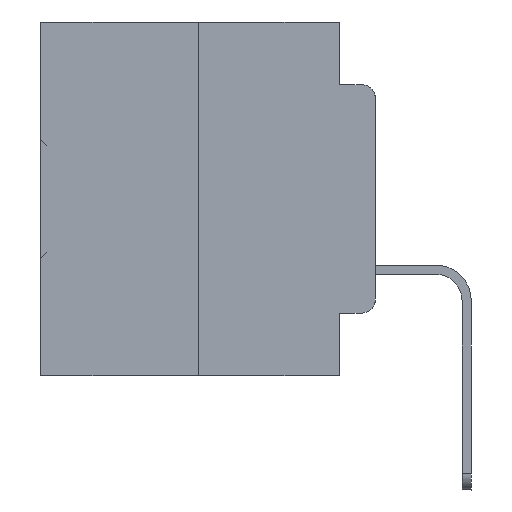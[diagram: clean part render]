
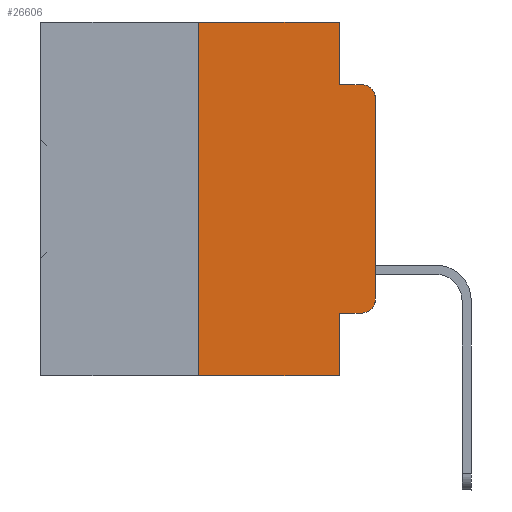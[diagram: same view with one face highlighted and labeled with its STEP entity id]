
A CAD part, left-side view. The second image highlights one B-rep face of the part: STEP entity #26606.
In plain terms, the highlighted planar face has unit normal (-1, 0, 0).
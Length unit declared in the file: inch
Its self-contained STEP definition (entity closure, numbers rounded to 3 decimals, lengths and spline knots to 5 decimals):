
#245 = ORIENTED_EDGE ( 'NONE', *, *, #16015, .F. ) ;
#1367 = EDGE_CURVE ( 'NONE', #22872, #34574, #9536, .T. ) ;
#2415 = LINE ( 'NONE', #21687, #22211 ) ;
#2645 = EDGE_CURVE ( 'NONE', #17289, #14169, #35870, .T. ) ;
#3067 = DIRECTION ( 'NONE',  ( 0., 0., 1. ) ) ;
#4026 = EDGE_CURVE ( 'NONE', #14169, #16082, #12409, .T. ) ;
#4352 = EDGE_CURVE ( 'NONE', #17650, #34574, #12645, .T. ) ;
#4800 = ORIENTED_EDGE ( 'NONE', *, *, #7794, .F. ) ;
#5214 = ORIENTED_EDGE ( 'NONE', *, *, #4026, .F. ) ;
#6708 = CARTESIAN_POINT ( 'NONE',  ( 0., 0.02, -0.0885 ) ) ;
#7559 = VECTOR ( 'NONE', #20018, 39.37008 ) ;
#7713 = CARTESIAN_POINT ( 'NONE',  ( 0., 0.02, -0.4115 ) ) ;
#7794 = EDGE_CURVE ( 'NONE', #21759, #28142, #24489, .T. ) ;
#9337 = VECTOR ( 'NONE', #3067, 39.37008 ) ;
#9388 = AXIS2_PLACEMENT_3D ( 'NONE', #22986, #20151, #34071 ) ;
#9536 = LINE ( 'NONE', #30380, #12619 ) ;
#9859 = VECTOR ( 'NONE', #19679, 39.37008 ) ;
#10271 = EDGE_CURVE ( 'NONE', #25099, #18786, #29396, .T. ) ;
#10394 = CARTESIAN_POINT ( 'NONE',  ( 0., 0.02, -0.1085 ) ) ;
#10501 = VECTOR ( 'NONE', #15977, 39.37008 ) ;
#10509 = CARTESIAN_POINT ( 'NONE',  ( 0., 0.051, -0.4115 ) ) ;
#10963 = LINE ( 'NONE', #13054, #10501 ) ;
#11574 = FACE_OUTER_BOUND ( 'NONE', #16329, .T. ) ;
#11739 = ORIENTED_EDGE ( 'NONE', *, *, #10271, .T. ) ;
#12409 = LINE ( 'NONE', #14806, #7559 ) ;
#12619 = VECTOR ( 'NONE', #13499, 39.37008 ) ;
#12645 = CIRCLE ( 'NONE', #28597, 0.02 ) ;
#13054 = CARTESIAN_POINT ( 'NONE',  ( 0., 0.051, 0. ) ) ;
#13499 = DIRECTION ( 'NONE',  ( 0., -1., 0. ) ) ;
#14038 = DIRECTION ( 'NONE',  ( 0., 0., -1. ) ) ;
#14169 = VERTEX_POINT ( 'NONE', #24412 ) ;
#14806 = CARTESIAN_POINT ( 'NONE',  ( 0., 0.473, 0. ) ) ;
#15977 = DIRECTION ( 'NONE',  ( 0., 0., -1. ) ) ;
#16015 = EDGE_CURVE ( 'NONE', #16082, #22872, #10963, .T. ) ;
#16082 = VERTEX_POINT ( 'NONE', #25106 ) ;
#16329 = EDGE_LOOP ( 'NONE', ( #17602, #30689, #24238, #245, #5214, #27304, #31121, #4800, #28054, #11739 ) ) ;
#17289 = VERTEX_POINT ( 'NONE', #24894 ) ;
#17355 = EDGE_CURVE ( 'NONE', #21759, #25099, #17844, .T. ) ;
#17602 = ORIENTED_EDGE ( 'NONE', *, *, #35536, .T. ) ;
#17650 = VERTEX_POINT ( 'NONE', #35727 ) ;
#17844 = LINE ( 'NONE', #10509, #36387 ) ;
#18592 = LINE ( 'NONE', #22511, #9337 ) ;
#18786 = VERTEX_POINT ( 'NONE', #34721 ) ;
#18869 = DIRECTION ( 'NONE',  ( 0., 0., -1. ) ) ;
#19478 = PLANE ( 'NONE',  #23991 ) ;
#19679 = DIRECTION ( 'NONE',  ( 0., 0., 1. ) ) ;
#20018 = DIRECTION ( 'NONE',  ( 0., -1., 0. ) ) ;
#20151 = DIRECTION ( 'NONE',  ( -1., 0., 0. ) ) ;
#21687 = CARTESIAN_POINT ( 'NONE',  ( 0., 0.473, -0.5 ) ) ;
#21720 = DIRECTION ( 'NONE',  ( -1., 0., 0. ) ) ;
#21759 = VERTEX_POINT ( 'NONE', #34450 ) ;
#22211 = VECTOR ( 'NONE', #24868, 39.37008 ) ;
#22373 = CARTESIAN_POINT ( 'NONE',  ( 0., 0.051, 0. ) ) ;
#22511 = CARTESIAN_POINT ( 'NONE',  ( 0., 0., 0. ) ) ;
#22872 = VERTEX_POINT ( 'NONE', #34247 ) ;
#22986 = CARTESIAN_POINT ( 'NONE',  ( 0., 0.02, -0.3915 ) ) ;
#23991 = AXIS2_PLACEMENT_3D ( 'NONE', #33881, #33525, #14038 ) ;
#24238 = ORIENTED_EDGE ( 'NONE', *, *, #1367, .F. ) ;
#24412 = CARTESIAN_POINT ( 'NONE',  ( 0., 0.25, 0. ) ) ;
#24489 = LINE ( 'NONE', #22373, #32869 ) ;
#24868 = DIRECTION ( 'NONE',  ( 0., -1., 0. ) ) ;
#24894 = CARTESIAN_POINT ( 'NONE',  ( 0., 0.25, -0.5 ) ) ;
#25099 = VERTEX_POINT ( 'NONE', #7713 ) ;
#25106 = CARTESIAN_POINT ( 'NONE',  ( 0., 0.051, 0. ) ) ;
#26503 = CARTESIAN_POINT ( 'NONE',  ( 0., 0.25, 0. ) ) ;
#26606 = ADVANCED_FACE ( 'NONE', ( #11574 ), #19478, .F. ) ;
#27304 = ORIENTED_EDGE ( 'NONE', *, *, #2645, .F. ) ;
#28054 = ORIENTED_EDGE ( 'NONE', *, *, #17355, .T. ) ;
#28142 = VERTEX_POINT ( 'NONE', #32443 ) ;
#28597 = AXIS2_PLACEMENT_3D ( 'NONE', #10394, #21720, #18869 ) ;
#29396 = CIRCLE ( 'NONE', #9388, 0.02 ) ;
#30334 = DIRECTION ( 'NONE',  ( 0., 0., -1. ) ) ;
#30380 = CARTESIAN_POINT ( 'NONE',  ( 0., 0.051, -0.0885 ) ) ;
#30689 = ORIENTED_EDGE ( 'NONE', *, *, #4352, .T. ) ;
#31121 = ORIENTED_EDGE ( 'NONE', *, *, #33086, .T. ) ;
#32443 = CARTESIAN_POINT ( 'NONE',  ( 0., 0.051, -0.5 ) ) ;
#32869 = VECTOR ( 'NONE', #30334, 39.37008 ) ;
#33086 = EDGE_CURVE ( 'NONE', #17289, #28142, #2415, .T. ) ;
#33521 = DIRECTION ( 'NONE',  ( 0., -1., 0. ) ) ;
#33525 = DIRECTION ( 'NONE',  ( 1., 0., 0. ) ) ;
#33881 = CARTESIAN_POINT ( 'NONE',  ( 0., 0.473, 0. ) ) ;
#34071 = DIRECTION ( 'NONE',  ( 0., 0., -1. ) ) ;
#34247 = CARTESIAN_POINT ( 'NONE',  ( 0., 0.051, -0.0885 ) ) ;
#34450 = CARTESIAN_POINT ( 'NONE',  ( 0., 0.051, -0.4115 ) ) ;
#34574 = VERTEX_POINT ( 'NONE', #6708 ) ;
#34721 = CARTESIAN_POINT ( 'NONE',  ( 0., 0., -0.3915 ) ) ;
#35536 = EDGE_CURVE ( 'NONE', #18786, #17650, #18592, .T. ) ;
#35727 = CARTESIAN_POINT ( 'NONE',  ( 0., 0., -0.1085 ) ) ;
#35870 = LINE ( 'NONE', #26503, #9859 ) ;
#36387 = VECTOR ( 'NONE', #33521, 39.37008 ) ;
